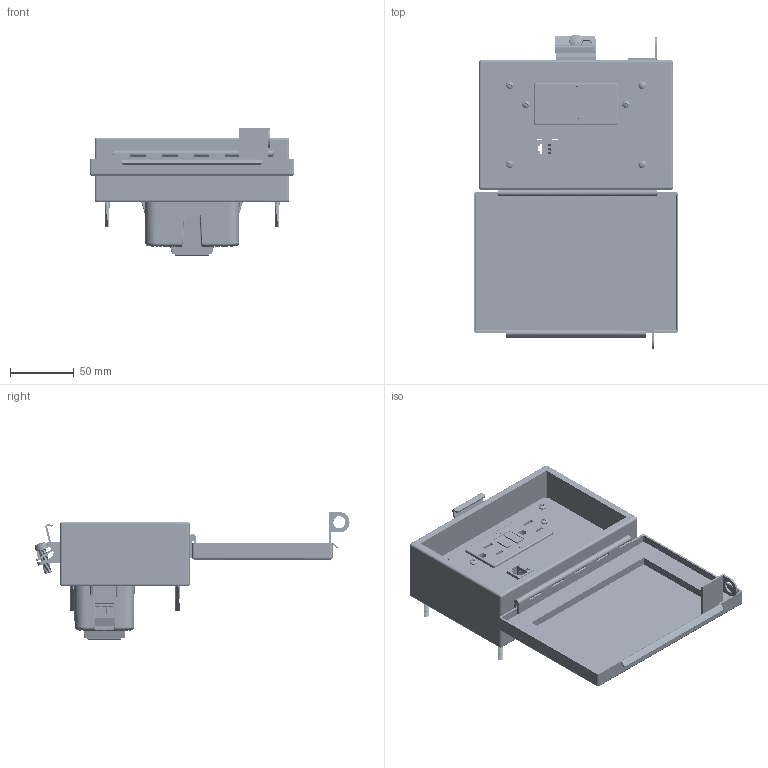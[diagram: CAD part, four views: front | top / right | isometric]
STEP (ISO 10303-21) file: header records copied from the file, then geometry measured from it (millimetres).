
FILE_DESCRIPTION (( 'STEP AP203' ), '1' );
FILE_NAME ('P-R2-M6RF0_3D.STEP', '2021-11-23T13:57:06', ( '' ), ( '' ), 'SwSTEP 2.0', 'SolidWorks 2019', '' );
FILE_SCHEMA (( 'CONFIG_CONTROL_DESIGN' ));
Length unit declared in the file: millimetre
Products named in the file (13): P-R2-M6RF0_TP; Z-200-OTLT-RIOF-15A_WOE; P-R2-M6RF0_3D; Z-200-OTLT-GFIH-15A_sheared; 90272A106_ZINC-PLTD STL PAN HEAD PHILLIPS MACHINE SCREW_90272A106; P-R2-M6RF0_FP; R2; Z-H-M6_B; RF_WOE; Z-120-RIOF-SHELL_WOE; 92005A124_METRIC PAN HEAD PHILLIPS MACHINE SCREW_92005A124; P-R2-M6RF0_BP; Z-300-RJ45CAT5
Assembly tree (18 placements, depth 4):
  P-R2-M6RF0_3D
    P-R2-M6RF0_BP
    P-R2-M6RF0_TP
    90272A106_ZINC-PLTD STL PAN HEAD PHILLIPS MACHINE SCREW_90272A106  x2
    P-R2-M6RF0_FP
    R2
      Z-300-RJ45CAT5
    92005A124_METRIC PAN HEAD PHILLIPS MACHINE SCREW_92005A124  x6
    Z-H-M6_B
    RF_WOE
      Z-200-OTLT-RIOF-15A_WOE
        Z-120-RIOF-SHELL_WOE
        Z-200-OTLT-GFIH-15A_sheared
Bounding box: 160.82 x 247.16 x 100.38 mm (x, y, z)
Volume: 339745.4 mm3; surface area: 271684.1 mm2
Topology: 34 solids, 40 shells, 5850 faces, 15448 edges, 9835 vertices
Faces by surface type: plane 2204, cylinder 2118, bspline 1228, cone 126, sphere 89, torus 85
Entity records: 252596 total; most frequent: CARTESIAN_POINT 145295, ORIENTED_EDGE 24990, DIRECTION 17223, EDGE_CURVE 12495, VERTEX_POINT 7889, VECTOR 7125, LINE 7125, EDGE_LOOP 5226
